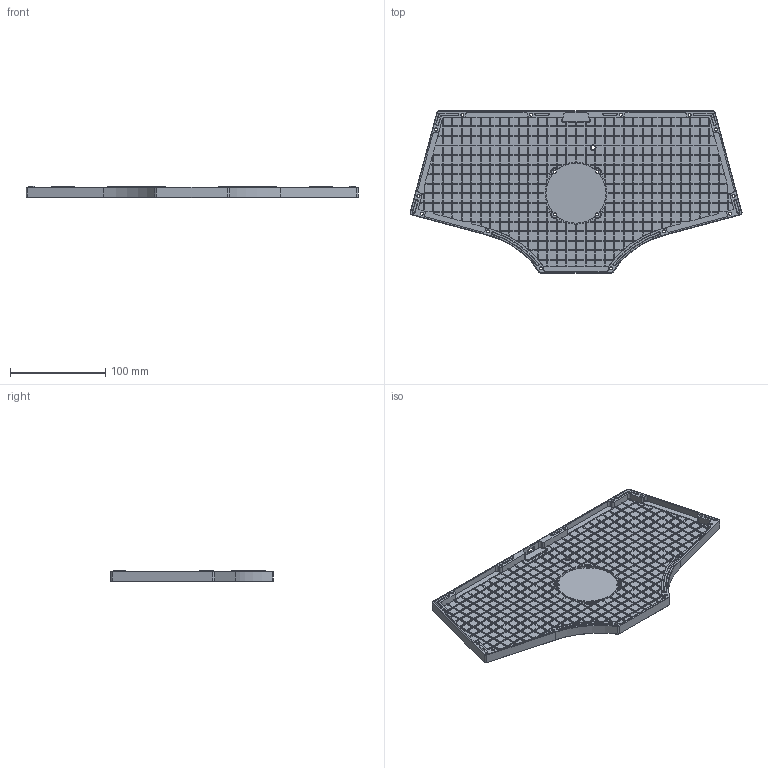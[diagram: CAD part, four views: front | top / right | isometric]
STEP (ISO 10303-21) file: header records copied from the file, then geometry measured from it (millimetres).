
FILE_DESCRIPTION(/* description */ (''),/* implementation_level */ '2;1');
FILE_NAME(/* name */ 'Case Bottom.step',/* time_stamp */ '2023-09-02T15:30:50+01:00',/* author */ (''),/* organization */ (''),/* preprocessor_version */ 'ST-DEVELOPER v20',/* originating_system */ 'Autodesk Translation Framework v12.9.0.99',/* authorisation */ '');
FILE_SCHEMA (('AUTOMOTIVE_DESIGN { 1 0 10303 214 3 1 1 }'));
Products named in the file (1): Case Bottom
Bounding box: 348.46 x 170.04 x 11.78 mm (x, y, z)
Volume: 177061.4 mm3; surface area: 121299.3 mm2
Topology: 1 solids, 1 shells, 2263 faces, 5556 edges, 3669 vertices
Faces by surface type: plane 2033, cylinder 154, cone 76
Full cylindrical faces by diameter (mm): 3.2 x18, 4 x1, 12.6 x10
Entity records: 65628 total; most frequent: CARTESIAN_POINT 11489, ORIENTED_EDGE 11112, DIRECTION 10509, EDGE_CURVE 5556, LINE 5131, VECTOR 5131, VERTEX_POINT 3669, AXIS2_PLACEMENT_3D 2689
